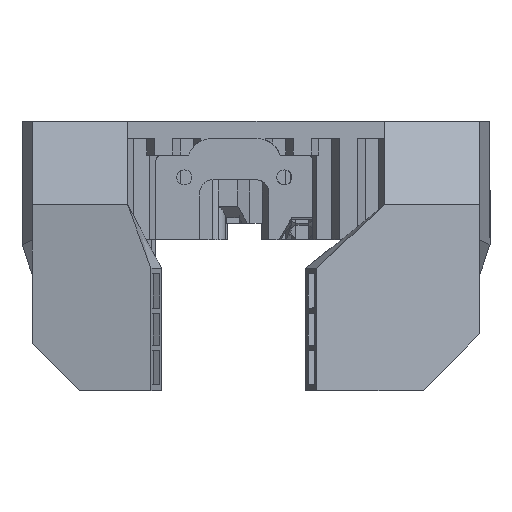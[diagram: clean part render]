
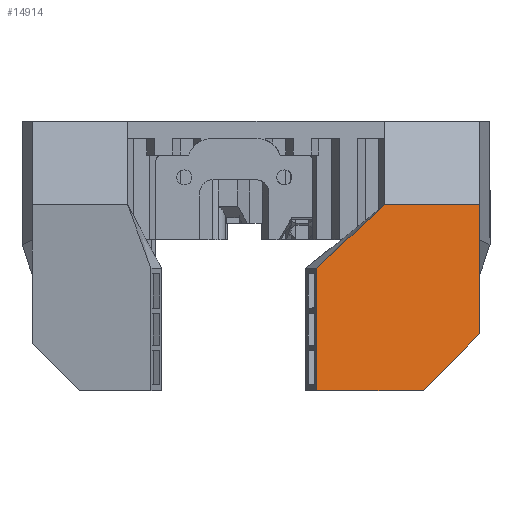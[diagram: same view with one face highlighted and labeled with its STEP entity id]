
A CAD part, front view. The second image highlights one B-rep face of the part: STEP entity #14914.
In plain terms, the highlighted planar face has unit normal (0.174, -0.985, 0).
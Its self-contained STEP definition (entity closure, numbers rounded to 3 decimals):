
#761=FACE_OUTER_BOUND('',#1581,.T.);
#1581=EDGE_LOOP('',(#11333,#11334,#11335,#11336,#11337,#11338));
#2988=LINE('',#23091,#4893);
#3278=LINE('',#23954,#5183);
#3279=LINE('',#23955,#5184);
#3280=LINE('',#23957,#5185);
#3281=LINE('',#23959,#5186);
#3282=LINE('',#23960,#5187);
#4893=VECTOR('',#17655,1000.);
#5183=VECTOR('',#18211,1000.);
#5184=VECTOR('',#18212,1000.);
#5185=VECTOR('',#18213,10.);
#5186=VECTOR('',#18214,1000.);
#5187=VECTOR('',#18215,1000.);
#6050=VERTEX_POINT('',#20530);
#6715=VERTEX_POINT('',#23088);
#6716=VERTEX_POINT('',#23090);
#7016=VERTEX_POINT('',#23953);
#7017=VERTEX_POINT('',#23956);
#7018=VERTEX_POINT('',#23958);
#8319=EDGE_CURVE('',#6716,#6715,#2988,.T.);
#8700=EDGE_CURVE('',#6716,#7016,#3278,.T.);
#8701=EDGE_CURVE('',#6715,#6050,#3279,.T.);
#8702=EDGE_CURVE('',#7017,#6050,#3280,.T.);
#8703=EDGE_CURVE('',#7017,#7018,#3281,.T.);
#8704=EDGE_CURVE('',#7018,#7016,#3282,.T.);
#11333=ORIENTED_EDGE('',*,*,#8700,.F.);
#11334=ORIENTED_EDGE('',*,*,#8319,.T.);
#11335=ORIENTED_EDGE('',*,*,#8701,.T.);
#11336=ORIENTED_EDGE('',*,*,#8702,.F.);
#11337=ORIENTED_EDGE('',*,*,#8703,.T.);
#11338=ORIENTED_EDGE('',*,*,#8704,.T.);
#14263=PLANE('',#15776);
#14914=ADVANCED_FACE('',(#761),#14263,.T.);
#15776=AXIS2_PLACEMENT_3D('',#23952,#18209,#18210);
#17655=DIRECTION('',(0.,0.,1.));
#18209=DIRECTION('center_axis',(0.174,-0.985,0.));
#18210=DIRECTION('ref_axis',(-0.985,-0.174,0.));
#18211=DIRECTION('',(-0.702,-0.124,-0.702));
#18212=DIRECTION('',(-0.985,-0.174,0.));
#18213=DIRECTION('',(0.724,0.128,0.678));
#18214=DIRECTION('',(0.,0.,-1.));
#18215=DIRECTION('',(0.985,0.174,0.));
#20530=CARTESIAN_POINT('',(34.,-38.399,49.814));
#23088=CARTESIAN_POINT('',(51.2,-35.366,49.814));
#23090=CARTESIAN_POINT('',(51.2,-35.366,26.6));
#23091=CARTESIAN_POINT('',(51.2,-35.366,11.556));
#23952=CARTESIAN_POINT('Origin',(34.,-38.399,-196.683));
#23953=CARTESIAN_POINT('',(41.,-37.164,16.4));
#23954=CARTESIAN_POINT('',(53.,-35.048,28.4));
#23955=CARTESIAN_POINT('',(53.,-35.048,49.814));
#23956=CARTESIAN_POINT('',(21.799,-40.55,38.4));
#23957=CARTESIAN_POINT('',(21.799,-40.55,38.4));
#23958=CARTESIAN_POINT('',(21.799,-40.55,16.4));
#23959=CARTESIAN_POINT('',(21.799,-40.55,38.401));
#23960=CARTESIAN_POINT('',(21.799,-40.55,16.4));
